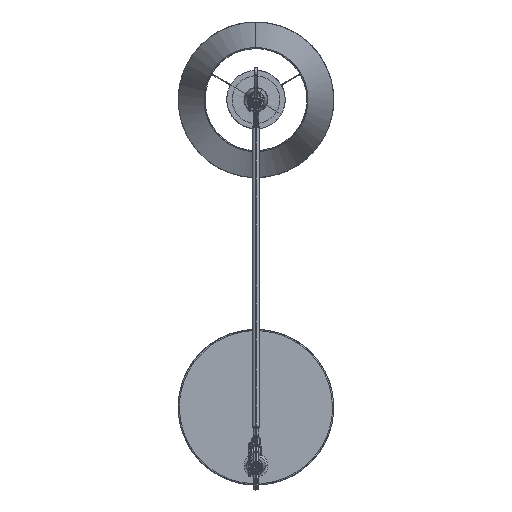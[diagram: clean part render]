
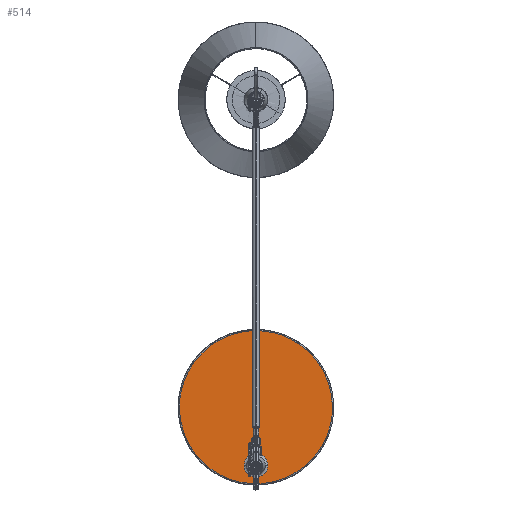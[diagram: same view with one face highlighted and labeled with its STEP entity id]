
A CAD part, top view. The second image highlights one B-rep face of the part: STEP entity #514.
In plain terms, the highlighted planar face has unit normal (0, 0, 1).
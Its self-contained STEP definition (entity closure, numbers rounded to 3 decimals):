
#449=FACE_BOUND($,#3184,.T.);
#514=ADVANCED_FACE($,(#1844,#449),#16395,.T.);
#1844=FACE_OUTER_BOUND($,#3183,.T.);
#3183=EDGE_LOOP($,(#4673,#4674));
#3184=EDGE_LOOP($,(#4675,#4676));
#4673=ORIENTED_EDGE($,*,*,#11050,.T.);
#4674=ORIENTED_EDGE($,*,*,#11051,.T.);
#4675=ORIENTED_EDGE($,*,*,#11089,.T.);
#4676=ORIENTED_EDGE($,*,*,#11088,.T.);
#11050=EDGE_CURVE($,#14378,#14379,#19483,.T.);
#11051=EDGE_CURVE($,#14379,#14378,#19484,.T.);
#11088=EDGE_CURVE($,#14406,#14407,#19509,.T.);
#11089=EDGE_CURVE($,#14407,#14406,#19510,.T.);
#14378=VERTEX_POINT($,#22360);
#14379=VERTEX_POINT($,#22361);
#14406=VERTEX_POINT($,#22388);
#14407=VERTEX_POINT($,#22389);
#16395=PLANE($,#21026);
#19483=(
BOUNDED_CURVE()
B_SPLINE_CURVE(2,(#21547,#21548,#21549,#21550,#21551),.UNSPECIFIED.,.F.,
.F.)
B_SPLINE_CURVE_WITH_KNOTS((3,2,3),(0.,401.628,803.256),
.UNSPECIFIED.)
CURVE()
GEOMETRIC_REPRESENTATION_ITEM()
RATIONAL_B_SPLINE_CURVE((1.,0.707,1.,0.707,1.))
REPRESENTATION_ITEM($)
);
#19484=(
BOUNDED_CURVE()
B_SPLINE_CURVE(2,(#21552,#21553,#21554,#21555,#21556),.UNSPECIFIED.,.F.,
.F.)
B_SPLINE_CURVE_WITH_KNOTS((3,2,3),(803.256,1204.884,1606.512),
.UNSPECIFIED.)
CURVE()
GEOMETRIC_REPRESENTATION_ITEM()
RATIONAL_B_SPLINE_CURVE((1.,0.707,1.,0.707,1.))
REPRESENTATION_ITEM($)
);
#19509=(
BOUNDED_CURVE()
B_SPLINE_CURVE(2,(#21715,#21716,#21717,#21718,#21719),.UNSPECIFIED.,.F.,
.F.)
B_SPLINE_CURVE_WITH_KNOTS((3,2,3),(0.,61.72,123.44),
.UNSPECIFIED.)
CURVE()
GEOMETRIC_REPRESENTATION_ITEM()
RATIONAL_B_SPLINE_CURVE((1.,0.707,1.,0.707,1.))
REPRESENTATION_ITEM($)
);
#19510=(
BOUNDED_CURVE()
B_SPLINE_CURVE(2,(#21720,#21721,#21722,#21723,#21724),.UNSPECIFIED.,.F.,
.F.)
B_SPLINE_CURVE_WITH_KNOTS((3,2,3),(123.44,185.16,246.88),
.UNSPECIFIED.)
CURVE()
GEOMETRIC_REPRESENTATION_ITEM()
RATIONAL_B_SPLINE_CURVE((1.,0.707,1.,0.707,1.))
REPRESENTATION_ITEM($)
);
#21026=AXIS2_PLACEMENT_3D($,#22069,#21216,$);
#21216=DIRECTION($,(0.,0.,1.));
#21547=CARTESIAN_POINT($,(-255.684,194.4,-230.1));
#21548=CARTESIAN_POINT($,(-255.684,-61.284,-230.1));
#21549=CARTESIAN_POINT($,(0.,-61.284,-230.1));
#21550=CARTESIAN_POINT($,(255.684,-61.284,-230.1));
#21551=CARTESIAN_POINT($,(255.684,194.4,-230.1));
#21552=CARTESIAN_POINT($,(255.684,194.4,-230.1));
#21553=CARTESIAN_POINT($,(255.684,450.084,-230.1));
#21554=CARTESIAN_POINT($,(0.,450.084,-230.1));
#21555=CARTESIAN_POINT($,(-255.684,450.084,-230.1));
#21556=CARTESIAN_POINT($,(-255.684,194.4,-230.1));
#21715=CARTESIAN_POINT($,(-39.292,0.,-230.1));
#21716=CARTESIAN_POINT($,(-39.292,39.292,-230.1));
#21717=CARTESIAN_POINT($,(0.,39.292,-230.1));
#21718=CARTESIAN_POINT($,(39.292,39.292,-230.1));
#21719=CARTESIAN_POINT($,(39.292,0.,-230.1));
#21720=CARTESIAN_POINT($,(39.292,0.,-230.1));
#21721=CARTESIAN_POINT($,(39.292,-39.292,-230.1));
#21722=CARTESIAN_POINT($,(0.,-39.292,-230.1));
#21723=CARTESIAN_POINT($,(-39.292,-39.292,-230.1));
#21724=CARTESIAN_POINT($,(-39.292,0.,-230.1));
#22069=CARTESIAN_POINT($,(260.798,455.198,-230.1));
#22360=CARTESIAN_POINT($,(-255.684,194.4,-230.1));
#22361=CARTESIAN_POINT($,(255.684,194.4,-230.1));
#22388=CARTESIAN_POINT($,(-39.292,0.,-230.1));
#22389=CARTESIAN_POINT($,(39.292,0.,-230.1));
